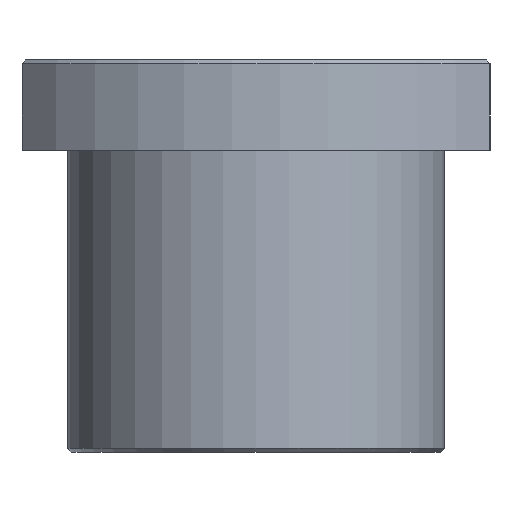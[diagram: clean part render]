
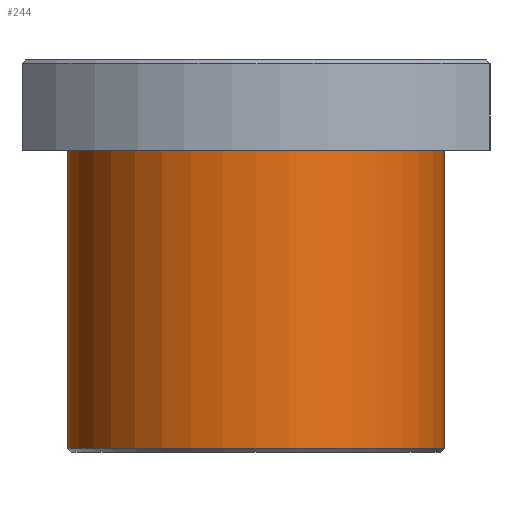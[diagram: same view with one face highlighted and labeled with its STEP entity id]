
A CAD part, front view. The second image highlights one B-rep face of the part: STEP entity #244.
In plain terms, the highlighted cylindrical face has radius 25 mm (diameter 50 mm), a full revolution.
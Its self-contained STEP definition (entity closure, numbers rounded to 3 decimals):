
#196=CYLINDRICAL_SURFACE('',#2474,25.);
#208=CIRCLE('',#2472,25.);
#209=CIRCLE('',#2473,25.);
#244=ADVANCED_FACE('',(#642,#643),#196,.T.);
#642=FACE_BOUND('',#731,.T.);
#643=FACE_BOUND('',#732,.T.);
#731=EDGE_LOOP('',(#996));
#732=EDGE_LOOP('',(#997));
#996=ORIENTED_EDGE('',*,*,#1870,.T.);
#997=ORIENTED_EDGE('',*,*,#1871,.F.);
#1644=VERTEX_POINT('',#3585);
#1645=VERTEX_POINT('',#3587);
#1870=EDGE_CURVE('',#1644,#1644,#208,.T.);
#1871=EDGE_CURVE('',#1645,#1645,#209,.T.);
#2472=AXIS2_PLACEMENT_3D('',#3584,#2684,#2685);
#2473=AXIS2_PLACEMENT_3D('',#3586,#2686,#2687);
#2474=AXIS2_PLACEMENT_3D('',#3588,#2688,#2689);
#2684=DIRECTION('',(0.,0.,1.));
#2685=DIRECTION('',(-1.,0.,0.));
#2686=DIRECTION('',(0.,0.,1.));
#2687=DIRECTION('',(1.,0.,0.));
#2688=DIRECTION('',(0.,0.,-1.));
#2689=DIRECTION('',(1.,0.,0.));
#3584=CARTESIAN_POINT('',(0.,0.,-51.5));
#3585=CARTESIAN_POINT('',(-25.,0.,-51.5));
#3586=CARTESIAN_POINT('',(0.,0.,-12.));
#3587=CARTESIAN_POINT('',(25.,0.,-12.));
#3588=CARTESIAN_POINT('',(0.,0.,0.));
